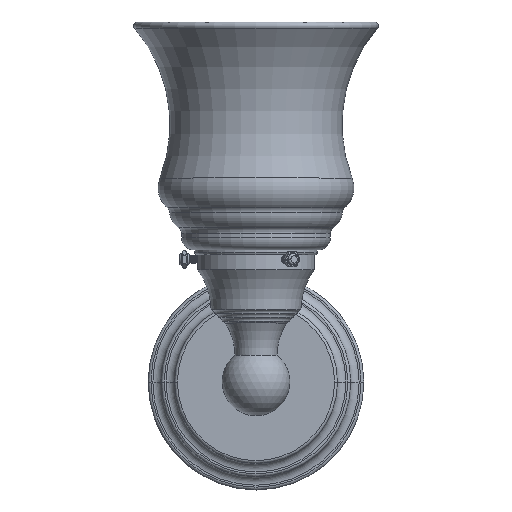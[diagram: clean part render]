
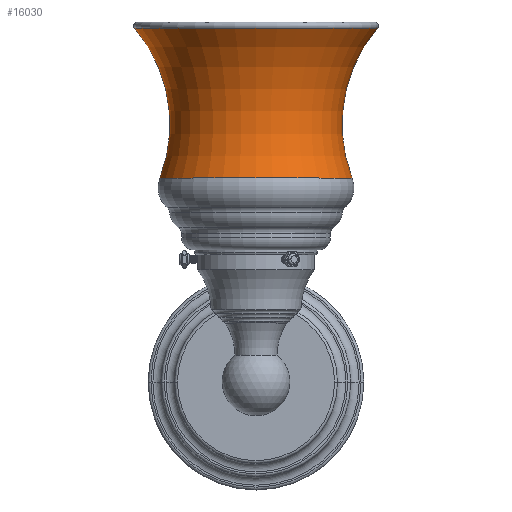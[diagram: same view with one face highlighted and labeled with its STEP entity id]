
A CAD part, top view. The second image highlights one B-rep face of the part: STEP entity #16030.
In plain terms, the highlighted toroidal (fillet/blend) face has major radius 124.12 mm and minor radius 78.486 mm.
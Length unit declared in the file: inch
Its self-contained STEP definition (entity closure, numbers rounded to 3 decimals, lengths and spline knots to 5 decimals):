
#15584=CARTESIAN_POINT('',(0.,4.252,3.881));
#15585=DIRECTION('',(0.,-1.,0.));
#15586=DIRECTION('',(1.,0.,0.));
#15587=AXIS2_PLACEMENT_3D('',#15584,#15585,#15586);
#15589=CARTESIAN_POINT('',(0.,7.37663,3.881));
#15590=DIRECTION('',(0.,1.,0.));
#15591=DIRECTION('',(-1.,0.,0.));
#15592=AXIS2_PLACEMENT_3D('',#15589,#15590,#15591);
#15594=CARTESIAN_POINT('',(4.88661,5.37389,3.881));
#15595=DIRECTION('',(0.,0.,-1.));
#15596=DIRECTION('',(-0.932,-0.363,0.));
#15597=AXIS2_PLACEMENT_3D('',#15594,#15595,#15596);
#15604=CARTESIAN_POINT('',(-4.88661,5.37389,3.881));
#15605=DIRECTION('',(0.,0.,1.));
#15606=DIRECTION('',(0.932,-0.363,0.));
#15607=AXIS2_PLACEMENT_3D('',#15604,#15605,#15606);
#15780=CARTESIAN_POINT('',(2.00747,4.252,3.881));
#15781=CARTESIAN_POINT('',(-2.00747,4.252,3.881));
#15782=VERTEX_POINT('',#15780);
#15783=VERTEX_POINT('',#15781);
#15796=CARTESIAN_POINT('',(2.53349,7.37663,3.881));
#15797=VERTEX_POINT('',#15796);
#15798=CARTESIAN_POINT('',(-2.53349,7.37663,3.881));
#15799=VERTEX_POINT('',#15798);
#16016=CARTESIAN_POINT('',(0.,5.37389,3.881));
#16017=DIRECTION('',(0.,-1.,0.));
#16018=DIRECTION('',(-1.,0.,0.));
#16019=AXIS2_PLACEMENT_3D('',#16016,#16017,#16018);
#16020=TOROIDAL_SURFACE('',#16019,4.88661,3.09);
#16022=ORIENTED_EDGE('',*,*,#16021,.F.);
#16023=ORIENTED_EDGE('',*,*,#15998,.T.);
#16025=ORIENTED_EDGE('',*,*,#16024,.T.);
#16027=ORIENTED_EDGE('',*,*,#16026,.T.);
#16028=EDGE_LOOP('',(#16022,#16023,#16025,#16027));
#16029=FACE_OUTER_BOUND('',#16028,.F.);
#16030=ADVANCED_FACE('',(#16029),#16020,.F.);
#15588=CIRCLE('',#15587,2.00747);
#15593=CIRCLE('',#15592,2.53349);
#15598=CIRCLE('',#15597,3.09);
#15608=CIRCLE('',#15607,3.09);
#15998=EDGE_CURVE('',#15782,#15783,#15588,.T.);
#16021=EDGE_CURVE('',#15782,#15797,#15598,.T.);
#16024=EDGE_CURVE('',#15783,#15799,#15608,.T.);
#16026=EDGE_CURVE('',#15799,#15797,#15593,.T.);
